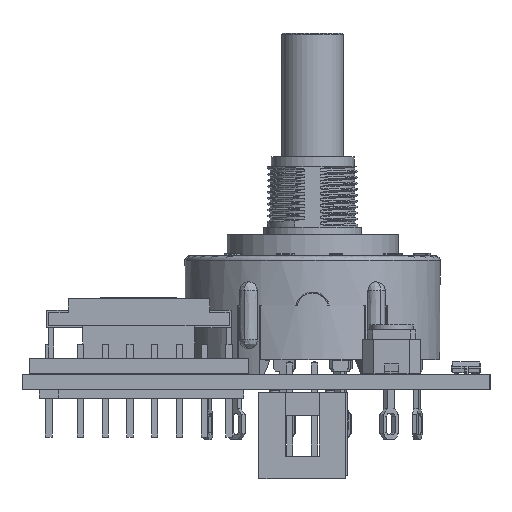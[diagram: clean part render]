
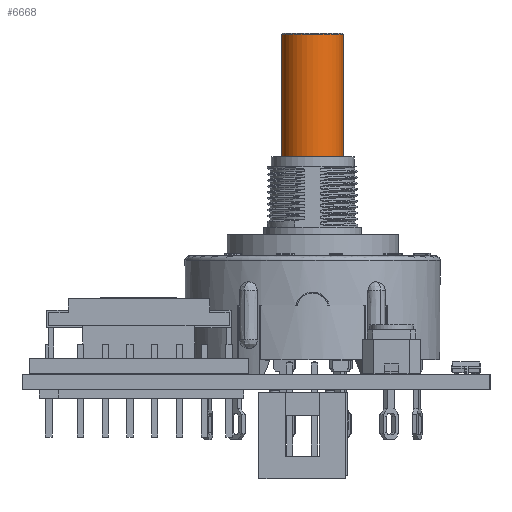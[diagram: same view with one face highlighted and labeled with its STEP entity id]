
A CAD part, left-side view. The second image highlights one B-rep face of the part: STEP entity #6668.
In plain terms, the highlighted cylindrical face has radius 3.15 mm (diameter 6.299 mm), a full revolution.
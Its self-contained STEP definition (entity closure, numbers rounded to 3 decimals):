
#6668 = ADVANCED_FACE('',(#6669,#6729,#6765),#6801,.T.);
#6669 = FACE_BOUND('',#6670,.T.);
#6670 = EDGE_LOOP('',(#6671,#6682,#6690,#6699,#6706,#6713,#6714,#6723));
#6671 = ORIENTED_EDGE('',*,*,#6672,.T.);
#6672 = EDGE_CURVE('',#6673,#6675,#6677,.T.);
#6673 = VERTEX_POINT('',#6674);
#6674 = CARTESIAN_POINT('',(2.362,15.113,-2.083));
#6675 = VERTEX_POINT('',#6676);
#6676 = CARTESIAN_POINT('',(2.362,15.113,2.083));
#6677 = CIRCLE('',#6678,3.15);
#6678 = AXIS2_PLACEMENT_3D('',#6679,#6680,#6681);
#6679 = CARTESIAN_POINT('',(0.,15.113,0.));
#6680 = DIRECTION('',(0.,-1.,0.));
#6681 = DIRECTION('',(0.75,0.,-0.661));
#6682 = ORIENTED_EDGE('',*,*,#6683,.F.);
#6683 = EDGE_CURVE('',#6684,#6675,#6686,.T.);
#6684 = VERTEX_POINT('',#6685);
#6685 = CARTESIAN_POINT('',(2.362,27.838,2.083));
#6686 = LINE('',#6687,#6688);
#6687 = CARTESIAN_POINT('',(2.362,27.838,
    2.083));
#6688 = VECTOR('',#6689,1.);
#6689 = DIRECTION('',(0.,-1.,0.));
#6690 = ORIENTED_EDGE('',*,*,#6691,.T.);
#6691 = EDGE_CURVE('',#6684,#6692,#6694,.T.);
#6692 = VERTEX_POINT('',#6693);
#6693 = CARTESIAN_POINT('',(-3.15,27.838,0.));
#6694 = CIRCLE('',#6695,3.15);
#6695 = AXIS2_PLACEMENT_3D('',#6696,#6697,#6698);
#6696 = CARTESIAN_POINT('',(0.,27.838,0.));
#6697 = DIRECTION('',(0.,-1.,0.));
#6698 = DIRECTION('',(-1.,0.,0.));
#6699 = ORIENTED_EDGE('',*,*,#6700,.F.);
#6700 = EDGE_CURVE('',#6701,#6692,#6703,.T.);
#6701 = VERTEX_POINT('',#6702);
#6702 = CARTESIAN_POINT('',(-3.15,4.978,0.));
#6703 = B_SPLINE_CURVE_WITH_KNOTS('',1,(#6704,#6705),.UNSPECIFIED.,.F.,
  .F.,(2,2),(-24.567,-1.707),.PIECEWISE_BEZIER_KNOTS.);
#6704 = CARTESIAN_POINT('',(-3.15,4.978,0.)
  );
#6705 = CARTESIAN_POINT('',(-3.15,27.838,0.)
  );
#6706 = ORIENTED_EDGE('',*,*,#6707,.T.);
#6707 = EDGE_CURVE('',#6701,#6701,#6708,.T.);
#6708 = CIRCLE('',#6709,3.15);
#6709 = AXIS2_PLACEMENT_3D('',#6710,#6711,#6712);
#6710 = CARTESIAN_POINT('',(0.,4.978,0.));
#6711 = DIRECTION('',(0.,1.,-0.));
#6712 = DIRECTION('',(-1.,0.,0.));
#6713 = ORIENTED_EDGE('',*,*,#6700,.T.);
#6714 = ORIENTED_EDGE('',*,*,#6715,.T.);
#6715 = EDGE_CURVE('',#6692,#6716,#6718,.T.);
#6716 = VERTEX_POINT('',#6717);
#6717 = CARTESIAN_POINT('',(2.362,27.838,-2.083));
#6718 = CIRCLE('',#6719,3.15);
#6719 = AXIS2_PLACEMENT_3D('',#6720,#6721,#6722);
#6720 = CARTESIAN_POINT('',(0.,27.838,0.));
#6721 = DIRECTION('',(0.,-1.,0.));
#6722 = DIRECTION('',(-1.,0.,0.));
#6723 = ORIENTED_EDGE('',*,*,#6724,.T.);
#6724 = EDGE_CURVE('',#6716,#6673,#6725,.T.);
#6725 = LINE('',#6726,#6727);
#6726 = CARTESIAN_POINT('',(2.362,27.838,
    -2.083));
#6727 = VECTOR('',#6728,1.);
#6728 = DIRECTION('',(0.,-1.,0.));
#6729 = FACE_BOUND('',#6730,.T.);
#6730 = EDGE_LOOP('',(#6731,#6741,#6750,#6758));
#6731 = ORIENTED_EDGE('',*,*,#6732,.F.);
#6732 = EDGE_CURVE('',#6733,#6735,#6737,.T.);
#6733 = VERTEX_POINT('',#6734);
#6734 = CARTESIAN_POINT('',(3.139,5.729,-0.263));
#6735 = VERTEX_POINT('',#6736);
#6736 = CARTESIAN_POINT('',(3.139,5.575,-0.263));
#6737 = LINE('',#6738,#6739);
#6738 = CARTESIAN_POINT('',(3.139,5.729,
    -0.263));
#6739 = VECTOR('',#6740,1.);
#6740 = DIRECTION('',(0.,-1.,0.));
#6741 = ORIENTED_EDGE('',*,*,#6742,.F.);
#6742 = EDGE_CURVE('',#6743,#6733,#6745,.T.);
#6743 = VERTEX_POINT('',#6744);
#6744 = CARTESIAN_POINT('',(2.89,5.729,-1.253));
#6745 = CIRCLE('',#6746,3.15);
#6746 = AXIS2_PLACEMENT_3D('',#6747,#6748,#6749);
#6747 = CARTESIAN_POINT('',(0.,5.729,0.));
#6748 = DIRECTION('',(0.,-1.,0.));
#6749 = DIRECTION('',(0.917,0.,-0.398));
#6750 = ORIENTED_EDGE('',*,*,#6751,.T.);
#6751 = EDGE_CURVE('',#6743,#6752,#6754,.T.);
#6752 = VERTEX_POINT('',#6753);
#6753 = CARTESIAN_POINT('',(2.89,5.575,-1.253));
#6754 = LINE('',#6755,#6756);
#6755 = CARTESIAN_POINT('',(2.89,5.729,
    -1.253));
#6756 = VECTOR('',#6757,1.);
#6757 = DIRECTION('',(0.,-1.,0.));
#6758 = ORIENTED_EDGE('',*,*,#6759,.T.);
#6759 = EDGE_CURVE('',#6752,#6735,#6760,.T.);
#6760 = CIRCLE('',#6761,3.15);
#6761 = AXIS2_PLACEMENT_3D('',#6762,#6763,#6764);
#6762 = CARTESIAN_POINT('',(0.,5.575,0.));
#6763 = DIRECTION('',(0.,-1.,0.));
#6764 = DIRECTION('',(0.917,0.,-0.398));
#6765 = FACE_BOUND('',#6766,.T.);
#6766 = EDGE_LOOP('',(#6767,#6777,#6786,#6794));
#6767 = ORIENTED_EDGE('',*,*,#6768,.F.);
#6768 = EDGE_CURVE('',#6769,#6771,#6773,.T.);
#6769 = VERTEX_POINT('',#6770);
#6770 = CARTESIAN_POINT('',(3.143,5.729,0.197));
#6771 = VERTEX_POINT('',#6772);
#6772 = CARTESIAN_POINT('',(3.143,5.575,0.197));
#6773 = LINE('',#6774,#6775);
#6774 = CARTESIAN_POINT('',(3.143,5.729,0.197
    ));
#6775 = VECTOR('',#6776,1.);
#6776 = DIRECTION('',(0.,-1.,0.));
#6777 = ORIENTED_EDGE('',*,*,#6778,.F.);
#6778 = EDGE_CURVE('',#6779,#6769,#6781,.T.);
#6779 = VERTEX_POINT('',#6780);
#6780 = CARTESIAN_POINT('',(3.146,5.729,-0.143));
#6781 = CIRCLE('',#6782,3.15);
#6782 = AXIS2_PLACEMENT_3D('',#6783,#6784,#6785);
#6783 = CARTESIAN_POINT('',(0.,5.729,0.));
#6784 = DIRECTION('',(0.,-1.,0.));
#6785 = DIRECTION('',(0.999,0.,-0.045));
#6786 = ORIENTED_EDGE('',*,*,#6787,.T.);
#6787 = EDGE_CURVE('',#6779,#6788,#6790,.T.);
#6788 = VERTEX_POINT('',#6789);
#6789 = CARTESIAN_POINT('',(3.146,5.575,-0.143));
#6790 = LINE('',#6791,#6792);
#6791 = CARTESIAN_POINT('',(3.146,5.729,
    -0.143));
#6792 = VECTOR('',#6793,1.);
#6793 = DIRECTION('',(0.,-1.,0.));
#6794 = ORIENTED_EDGE('',*,*,#6795,.T.);
#6795 = EDGE_CURVE('',#6788,#6771,#6796,.T.);
#6796 = CIRCLE('',#6797,3.15);
#6797 = AXIS2_PLACEMENT_3D('',#6798,#6799,#6800);
#6798 = CARTESIAN_POINT('',(0.,5.575,0.));
#6799 = DIRECTION('',(0.,-1.,0.));
#6800 = DIRECTION('',(1.,0.,0.));
#6801 = CYLINDRICAL_SURFACE('',#6802,3.15);
#6802 = AXIS2_PLACEMENT_3D('',#6803,#6804,#6805);
#6803 = CARTESIAN_POINT('',(0.,29.545,0.));
#6804 = DIRECTION('',(0.,1.,0.));
#6805 = DIRECTION('',(-1.,0.,0.));
